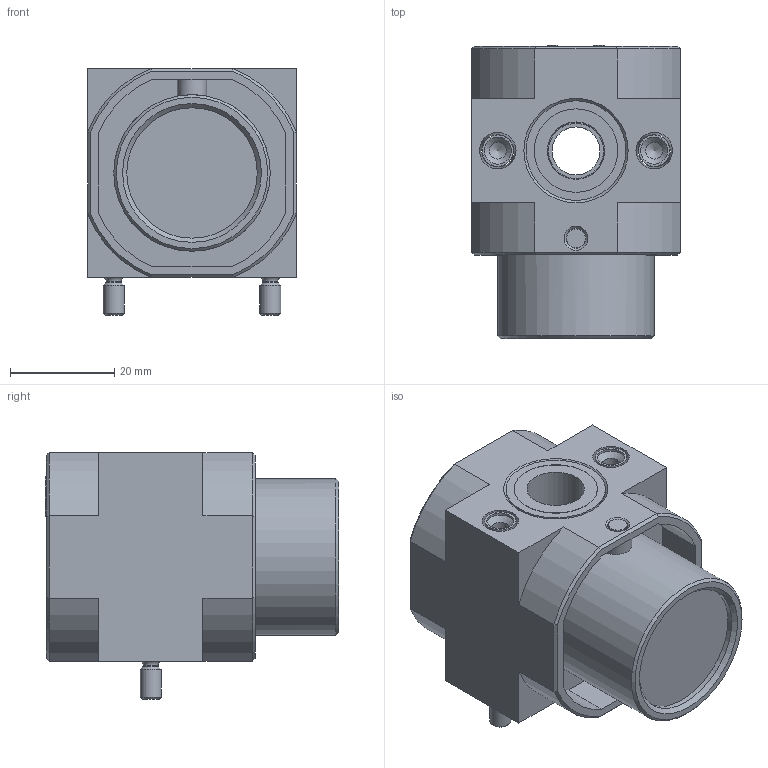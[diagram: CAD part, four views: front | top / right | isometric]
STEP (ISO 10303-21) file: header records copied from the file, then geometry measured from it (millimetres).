
FILE_DESCRIPTION(/* description */ ('STEP AP214'),/* implementation_level */ '2;1');
FILE_NAME(/* name */ '170690_HEL-D-MINI',/* time_stamp */ '2024-08-29T04:16:25+02:00',/* author */ ('License CC BY-ND 4.0'),/* organization */ ('CADENAS'),/* preprocessor_version */ 'ST-DEVELOPER v19.3',/* originating_system */ 'PARTsolutions',/* authorisation */ ' ');
FILE_SCHEMA (('AUTOMOTIVE_DESIGN {1 0 10303 214 3 1 1}'));
Length unit declared in the file: millimetre
Products named in the file (3): 170690 HEL-D-MINI; 360726 HEL-MINI; 355622 FRB-D-MINI
Assembly tree (3 placements, depth 2):
  170690 HEL-D-MINI
    360726 HEL-MINI
    355622 FRB-D-MINI  x2
Bounding box: 40 x 56.2 x 47.3 mm (x, y, z)
Volume: 61660.2 mm3; surface area: 17524.5 mm2
Topology: 3 solids, 3 shells, 144 faces, 322 edges, 202 vertices
Faces by surface type: plane 69, cylinder 42, cone 26, torus 7
Full cylindrical faces by diameter (mm): 2.9 x2, 3.242 x2, 3.8 x2, 4 x3, 4.5 x1, 5.2 x2, 6 x2, 9.2 x1, 10.6 x1, 11 x1, 12.2 x1, 15.6 x1, 16 x1, 19.1 x2, 25 x1, 30 x1, 37 x1
Entity records: 4306 total; most frequent: CARTESIAN_POINT 631, DIRECTION 599, ORIENTED_EDGE 500, EDGE_CURVE 250, AXIS2_PLACEMENT_3D 236, FACE_BOUND 193, EDGE_LOOP 192, VERTEX_POINT 181
